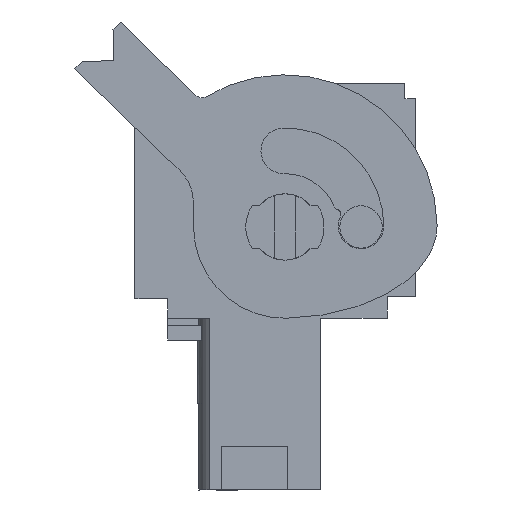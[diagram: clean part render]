
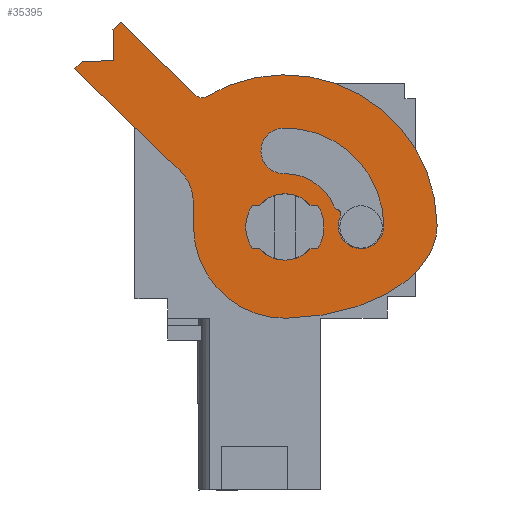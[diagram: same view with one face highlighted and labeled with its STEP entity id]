
A CAD part, left-side view. The second image highlights one B-rep face of the part: STEP entity #35395.
In plain terms, the highlighted planar face has unit normal (-1, 0, 0).
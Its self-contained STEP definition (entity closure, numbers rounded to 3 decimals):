
#34734=AXIS2_PLACEMENT_3D('Circle Axis2P3D',#34732,#34733,$) ;
#34937=AXIS2_PLACEMENT_3D('Circle Axis2P3D',#34935,#34936,$) ;
#34968=AXIS2_PLACEMENT_3D('Circle Axis2P3D',#34966,#34967,$) ;
#35121=AXIS2_PLACEMENT_3D('Circle Axis2P3D',#35119,#35120,$) ;
#35152=AXIS2_PLACEMENT_3D('Circle Axis2P3D',#35150,#35151,$) ;
#35176=AXIS2_PLACEMENT_3D('Circle Axis2P3D',#35174,#35175,$) ;
#35200=AXIS2_PLACEMENT_3D('Circle Axis2P3D',#35198,#35199,$) ;
#35224=AXIS2_PLACEMENT_3D('Circle Axis2P3D',#35222,#35223,$) ;
#35241=AXIS2_PLACEMENT_3D('Circle Axis2P3D',#35239,#35240,$) ;
#35258=AXIS2_PLACEMENT_3D('Circle Axis2P3D',#35256,#35257,$) ;
#35306=AXIS2_PLACEMENT_3D('Circle Axis2P3D',#35304,#35305,$) ;
#35362=AXIS2_PLACEMENT_3D('Plane Axis2P3D',#35359,#35360,#35361) ;
#35380=AXIS2_PLACEMENT_3D('Circle Axis2P3D',#35378,#35379,$) ;
#34729=CARTESIAN_POINT('Vertex',(0.5,6.999,13.625)) ;
#34732=CARTESIAN_POINT('Axis2P3D Location',(0.5,6.999,12.1)) ;
#34736=CARTESIAN_POINT('Vertex',(0.5,6.999,10.575)) ;
#34932=CARTESIAN_POINT('Vertex',(0.5,10.607,18.099)) ;
#34935=CARTESIAN_POINT('Axis2P3D Location',(0.5,6.999,12.1)) ;
#34939=CARTESIAN_POINT('Vertex',(0.5,0.,12.21)) ;
#34963=CARTESIAN_POINT('Vertex',(0.5,6.933,7.901)) ;
#34966=CARTESIAN_POINT('Axis2P3D Location',(0.5,6.999,12.1)) ;
#34970=CARTESIAN_POINT('Vertex',(0.5,11.198,12.034)) ;
#34994=CARTESIAN_POINT('Vertex',(0.5,16.66,19.374)) ;
#34997=CARTESIAN_POINT('Line Origine',(0.5,16.492,19.547)) ;
#35001=CARTESIAN_POINT('Vertex',(0.5,16.324,19.72)) ;
#35021=CARTESIAN_POINT('Line Origine',(0.5,15.605,19.732)) ;
#35025=CARTESIAN_POINT('Vertex',(0.5,14.886,19.743)) ;
#35045=CARTESIAN_POINT('Line Origine',(0.5,14.897,20.462)) ;
#35049=CARTESIAN_POINT('Vertex',(0.5,14.909,21.181)) ;
#35064=CARTESIAN_POINT('Line Origine',(0.5,14.741,21.355)) ;
#35068=CARTESIAN_POINT('Vertex',(0.5,14.573,21.528)) ;
#35088=CARTESIAN_POINT('Line Origine',(0.5,12.832,19.841)) ;
#35092=CARTESIAN_POINT('Vertex',(0.5,11.091,18.154)) ;
#35116=CARTESIAN_POINT('Vertex',(0.5,7.038,14.55)) ;
#35119=CARTESIAN_POINT('Axis2P3D Location',(0.5,6.999,12.1)) ;
#35123=CARTESIAN_POINT('Vertex',(0.5,4.727,13.018)) ;
#35147=CARTESIAN_POINT('Vertex',(0.5,4.583,12.897)) ;
#35150=CARTESIAN_POINT('Axis2P3D Location',(0.5,4.624,12.701)) ;
#35154=CARTESIAN_POINT('Vertex',(0.5,4.444,12.614)) ;
#35174=CARTESIAN_POINT('Axis2P3D Location',(0.5,4.542,13.093)) ;
#35195=CARTESIAN_POINT('Vertex',(0.5,7.071,16.649)) ;
#35198=CARTESIAN_POINT('Axis2P3D Location',(0.5,7.054,15.6)) ;
#35219=CARTESIAN_POINT('Vertex',(0.5,2.45,12.172)) ;
#35222=CARTESIAN_POINT('Axis2P3D Location',(0.5,6.999,12.1)) ;
#35239=CARTESIAN_POINT('Axis2P3D Location',(0.5,3.499,12.155)) ;
#35256=CARTESIAN_POINT('Axis2P3D Location',(0.5,10.813,18.442)) ;
#35277=CARTESIAN_POINT('Vertex',(0.5,11.826,14.689)) ;
#35280=CARTESIAN_POINT('Line Origine',(0.5,14.243,17.031)) ;
#35301=CARTESIAN_POINT('Vertex',(0.5,11.218,13.284)) ;
#35304=CARTESIAN_POINT('Axis2P3D Location',(0.5,13.218,13.253)) ;
#35321=CARTESIAN_POINT('Line Origine',(0.5,11.208,12.659)) ;
#35342=CARTESIAN_POINT('Control Point',(0.5,6.933,7.901)) ;
#35343=CARTESIAN_POINT('Control Point',(0.5,5.853,7.917)) ;
#35344=CARTESIAN_POINT('Control Point',(0.5,4.775,8.059)) ;
#35345=CARTESIAN_POINT('Control Point',(0.5,3.734,8.326)) ;
#35346=CARTESIAN_POINT('Control Point',(0.5,1.928,9.07)) ;
#35347=CARTESIAN_POINT('Control Point',(0.5,0.648,10.227)) ;
#35348=CARTESIAN_POINT('Control Point',(0.5,0.205,10.857)) ;
#35349=CARTESIAN_POINT('Control Point',(0.5,-0.011,11.535)) ;
#35350=CARTESIAN_POINT('Control Point',(0.5,0.,12.21)) ;
#35359=CARTESIAN_POINT('Axis2P3D Location',(0.5,8.399,24.2)) ;
#35378=CARTESIAN_POINT('Axis2P3D Location',(0.5,6.999,12.1)) ;
#34733=DIRECTION('Axis2P3D Direction',(-1.,0.,0.)) ;
#34936=DIRECTION('Axis2P3D Direction',(-1.,0.,0.)) ;
#34967=DIRECTION('Axis2P3D Direction',(-1.,0.,0.)) ;
#34998=DIRECTION('Vector Direction',(0.,-0.696,0.718)) ;
#35022=DIRECTION('Vector Direction',(0.,-1.,0.016)) ;
#35046=DIRECTION('Vector Direction',(0.,0.016,1.)) ;
#35065=DIRECTION('Vector Direction',(0.,-0.696,0.718)) ;
#35089=DIRECTION('Vector Direction',(0.,-0.718,-0.696)) ;
#35120=DIRECTION('Axis2P3D Direction',(-1.,0.,0.)) ;
#35151=DIRECTION('Axis2P3D Direction',(-1.,0.,0.)) ;
#35175=DIRECTION('Axis2P3D Direction',(-1.,0.,0.)) ;
#35199=DIRECTION('Axis2P3D Direction',(-1.,0.,0.)) ;
#35223=DIRECTION('Axis2P3D Direction',(-1.,0.,0.)) ;
#35240=DIRECTION('Axis2P3D Direction',(-1.,0.,0.)) ;
#35257=DIRECTION('Axis2P3D Direction',(-1.,0.,0.)) ;
#35281=DIRECTION('Vector Direction',(0.,-0.718,-0.696)) ;
#35305=DIRECTION('Axis2P3D Direction',(-1.,0.,0.)) ;
#35322=DIRECTION('Vector Direction',(0.,-0.016,-1.)) ;
#35360=DIRECTION('Axis2P3D Direction',(1.,0.,0.)) ;
#35361=DIRECTION('Axis2P3D XDirection',(0.,0.,-1.)) ;
#35379=DIRECTION('Axis2P3D Direction',(1.,0.,0.)) ;
#34999=VECTOR('Line Direction',#34998,1.) ;
#35023=VECTOR('Line Direction',#35022,1.) ;
#35047=VECTOR('Line Direction',#35046,1.) ;
#35066=VECTOR('Line Direction',#35065,1.) ;
#35090=VECTOR('Line Direction',#35089,1.) ;
#35282=VECTOR('Line Direction',#35281,1.) ;
#35323=VECTOR('Line Direction',#35322,1.) ;
#35365=ORIENTED_EDGE('',*,*,#35351,.T.) ;
#35366=ORIENTED_EDGE('',*,*,#34941,.F.) ;
#35367=ORIENTED_EDGE('',*,*,#35260,.T.) ;
#35368=ORIENTED_EDGE('',*,*,#35094,.F.) ;
#35369=ORIENTED_EDGE('',*,*,#35070,.F.) ;
#35370=ORIENTED_EDGE('',*,*,#35051,.F.) ;
#35371=ORIENTED_EDGE('',*,*,#35027,.F.) ;
#35372=ORIENTED_EDGE('',*,*,#35003,.F.) ;
#35373=ORIENTED_EDGE('',*,*,#35284,.T.) ;
#35374=ORIENTED_EDGE('',*,*,#35308,.T.) ;
#35375=ORIENTED_EDGE('',*,*,#35325,.T.) ;
#35376=ORIENTED_EDGE('',*,*,#34972,.F.) ;
#35384=ORIENTED_EDGE('',*,*,#35382,.T.) ;
#35385=ORIENTED_EDGE('',*,*,#34738,.T.) ;
#35388=ORIENTED_EDGE('',*,*,#35226,.T.) ;
#35389=ORIENTED_EDGE('',*,*,#35243,.T.) ;
#35390=ORIENTED_EDGE('',*,*,#35156,.F.) ;
#35391=ORIENTED_EDGE('',*,*,#35178,.T.) ;
#35392=ORIENTED_EDGE('',*,*,#35125,.F.) ;
#35393=ORIENTED_EDGE('',*,*,#35202,.T.) ;
#35386=FACE_BOUND('',#35383,.T.) ;
#35394=FACE_BOUND('',#35387,.T.) ;
#35395=ADVANCED_FACE('L\X2\00F6\X0\sehebel.2',(#35377,#35386,#35394),#35363,.F.) ;
#35341=B_SPLINE_CURVE_WITH_KNOTS('',5,(#35342,#35343,#35344,#35345,#35346,#35347,#35348,#35349,#35350),.UNSPECIFIED.,.F.,.U.,(6,3,6),(0.,8.296,15.673),.UNSPECIFIED.) ;
#34735=CIRCLE('generated circle',#34734,1.525) ;
#34938=CIRCLE('generated circle',#34937,7.) ;
#34969=CIRCLE('generated circle',#34968,4.2) ;
#35122=CIRCLE('generated circle',#35121,2.45) ;
#35153=CIRCLE('generated circle',#35152,0.2) ;
#35177=CIRCLE('generated circle',#35176,0.2) ;
#35201=CIRCLE('generated circle',#35200,1.05) ;
#35225=CIRCLE('generated circle',#35224,4.55) ;
#35242=CIRCLE('generated circle',#35241,1.05) ;
#35259=CIRCLE('generated circle',#35258,0.4) ;
#35307=CIRCLE('generated circle',#35306,2.) ;
#35381=CIRCLE('generated circle',#35380,1.525) ;
#34738=EDGE_CURVE('',#34737,#34730,#34735,.F.) ;
#34941=EDGE_CURVE('',#34933,#34940,#34938,.F.) ;
#34972=EDGE_CURVE('',#34964,#34971,#34969,.F.) ;
#35003=EDGE_CURVE('',#34995,#35002,#35000,.T.) ;
#35027=EDGE_CURVE('',#35002,#35026,#35024,.T.) ;
#35051=EDGE_CURVE('',#35026,#35050,#35048,.T.) ;
#35070=EDGE_CURVE('',#35050,#35069,#35067,.T.) ;
#35094=EDGE_CURVE('',#35069,#35093,#35091,.T.) ;
#35125=EDGE_CURVE('',#35117,#35124,#35122,.F.) ;
#35156=EDGE_CURVE('',#35148,#35155,#35153,.F.) ;
#35178=EDGE_CURVE('',#35148,#35124,#35177,.F.) ;
#35202=EDGE_CURVE('',#35117,#35196,#35201,.F.) ;
#35226=EDGE_CURVE('',#35196,#35220,#35225,.F.) ;
#35243=EDGE_CURVE('',#35220,#35155,#35242,.F.) ;
#35260=EDGE_CURVE('',#34933,#35093,#35259,.F.) ;
#35284=EDGE_CURVE('',#34995,#35278,#35283,.T.) ;
#35308=EDGE_CURVE('',#35278,#35302,#35307,.F.) ;
#35325=EDGE_CURVE('',#35302,#34971,#35324,.T.) ;
#35351=EDGE_CURVE('',#34964,#34940,#35341,.T.) ;
#35382=EDGE_CURVE('',#34730,#34737,#35381,.T.) ;
#35364=EDGE_LOOP('',(#35365,#35366,#35367,#35368,#35369,#35370,#35371,#35372,#35373,#35374,#35375,#35376)) ;
#35383=EDGE_LOOP('',(#35384,#35385)) ;
#35387=EDGE_LOOP('',(#35388,#35389,#35390,#35391,#35392,#35393)) ;
#35377=FACE_OUTER_BOUND('',#35364,.T.) ;
#35000=LINE('Line',#34997,#34999) ;
#35024=LINE('Line',#35021,#35023) ;
#35048=LINE('Line',#35045,#35047) ;
#35067=LINE('Line',#35064,#35066) ;
#35091=LINE('Line',#35088,#35090) ;
#35283=LINE('Line',#35280,#35282) ;
#35324=LINE('Line',#35321,#35323) ;
#35363=PLANE('',#35362) ;
#34730=VERTEX_POINT('',#34729) ;
#34737=VERTEX_POINT('',#34736) ;
#34933=VERTEX_POINT('',#34932) ;
#34940=VERTEX_POINT('',#34939) ;
#34964=VERTEX_POINT('',#34963) ;
#34971=VERTEX_POINT('',#34970) ;
#34995=VERTEX_POINT('',#34994) ;
#35002=VERTEX_POINT('',#35001) ;
#35026=VERTEX_POINT('',#35025) ;
#35050=VERTEX_POINT('',#35049) ;
#35069=VERTEX_POINT('',#35068) ;
#35093=VERTEX_POINT('',#35092) ;
#35117=VERTEX_POINT('',#35116) ;
#35124=VERTEX_POINT('',#35123) ;
#35148=VERTEX_POINT('',#35147) ;
#35155=VERTEX_POINT('',#35154) ;
#35196=VERTEX_POINT('',#35195) ;
#35220=VERTEX_POINT('',#35219) ;
#35278=VERTEX_POINT('',#35277) ;
#35302=VERTEX_POINT('',#35301) ;
